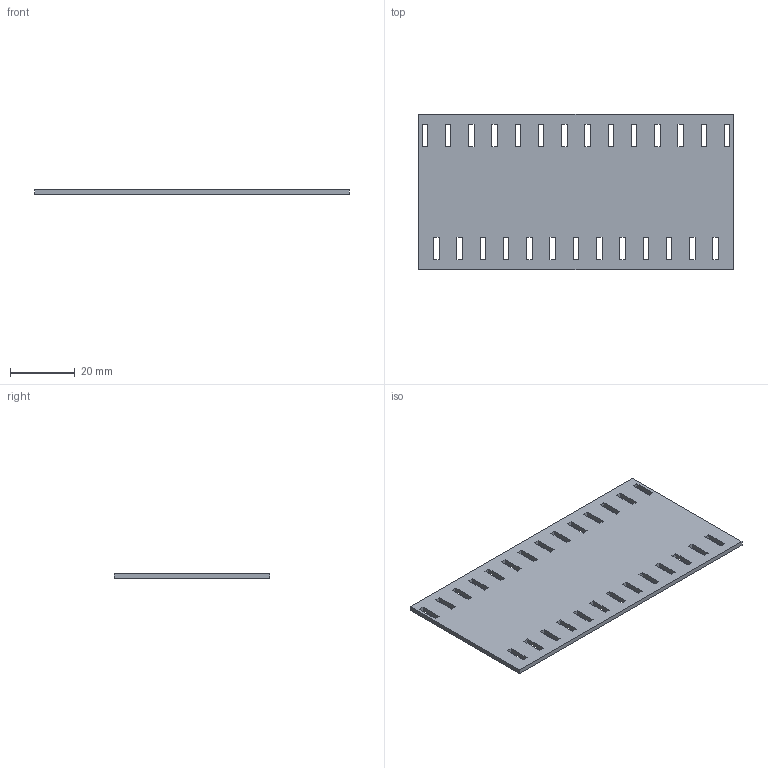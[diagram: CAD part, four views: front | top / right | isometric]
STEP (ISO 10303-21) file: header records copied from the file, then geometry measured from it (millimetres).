
FILE_DESCRIPTION (( 'STEP AP214' ), '1' );
FILE_NAME ('PCB_drift_region_KR.STEP', '2023-04-21T21:04:45', ( '' ), ( '' ), 'SwSTEP 2.0', 'SolidWorks 2020', '' );
FILE_SCHEMA (( 'AUTOMOTIVE_DESIGN' ));
Length unit declared in the file: millimetre
Products named in the file (1): PCB_drift_region_KR
Bounding box: 97.3 x 48 x 1.4 mm (x, y, z)
Volume: 6087 mm3; surface area: 9773.6 mm2
Topology: 1 solids, 1 shells, 202 faces, 570 edges, 380 vertices
Faces by surface type: plane 185, bspline 17
Entity records: 7530 total; most frequent: CARTESIAN_POINT 2266, ORIENTED_EDGE 1140, DIRECTION 908, EDGE_CURVE 570, VECTOR 536, LINE 536, VERTEX_POINT 380, EDGE_LOOP 266
